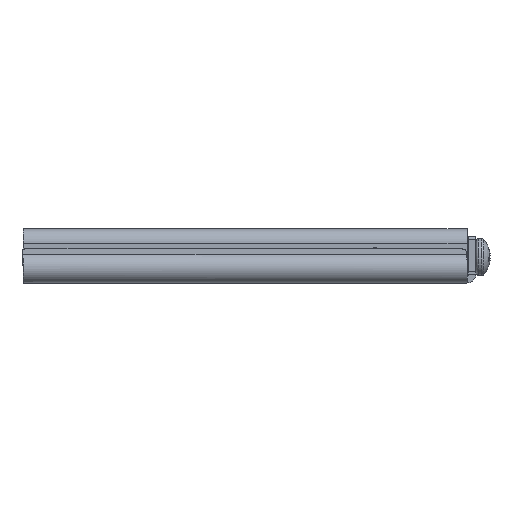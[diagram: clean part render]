
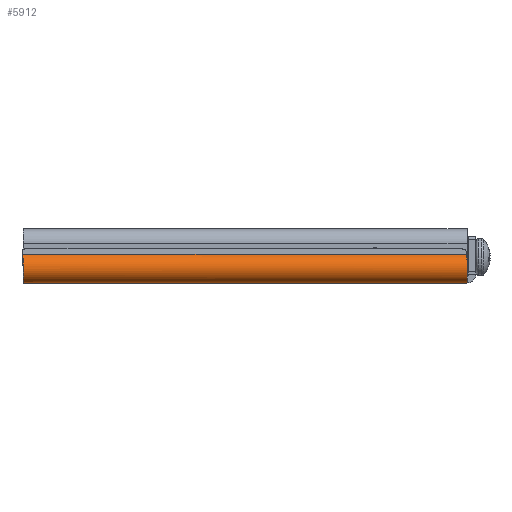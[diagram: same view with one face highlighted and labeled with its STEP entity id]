
A CAD part, left-side view. The second image highlights one B-rep face of the part: STEP entity #5912.
In plain terms, the highlighted cylindrical face has radius 4.064 mm (diameter 8.128 mm), a partial arc.
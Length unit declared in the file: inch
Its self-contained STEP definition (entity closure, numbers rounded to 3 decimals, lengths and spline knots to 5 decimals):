
#670=FACE_OUTER_BOUND('',#1021,.T.);
#1021=EDGE_LOOP('',(#5200,#5201,#5202,#5203));
#1417=B_SPLINE_CURVE_WITH_KNOTS('',3,(#13910,#13911,#13912,#13913,#13914,
#13915,#13916,#13917,#13918,#13919,#13920,#13921,#13922),.UNSPECIFIED.,
 .F.,.F.,(4,3,3,3,4),(0.,0.79786,1.59573,2.39359,
2.79253),.UNSPECIFIED.);
#1418=B_SPLINE_CURVE_WITH_KNOTS('',3,(#13925,#13926,#13927,#13928,#13929,
#13930,#13931,#13932,#13933,#13934,#13935,#13936,#13937),.UNSPECIFIED.,
 .F.,.F.,(4,3,3,3,4),(0.,0.39893,1.1968,1.99466,
2.79253),.UNSPECIFIED.);
#1792=LINE('',#13908,#2251);
#1793=LINE('',#13924,#2252);
#2251=VECTOR('',#7850,0.3937);
#2252=VECTOR('',#7851,0.3937);
#2831=VERTEX_POINT('',#13906);
#2832=VERTEX_POINT('',#13907);
#2833=VERTEX_POINT('',#13909);
#2834=VERTEX_POINT('',#13923);
#3642=EDGE_CURVE('',#2831,#2832,#1792,.T.);
#3643=EDGE_CURVE('',#2833,#2831,#1417,.T.);
#3644=EDGE_CURVE('',#2834,#2833,#1793,.T.);
#3645=EDGE_CURVE('',#2832,#2834,#1418,.T.);
#5200=ORIENTED_EDGE('',*,*,#3642,.F.);
#5201=ORIENTED_EDGE('',*,*,#3643,.F.);
#5202=ORIENTED_EDGE('',*,*,#3644,.F.);
#5203=ORIENTED_EDGE('',*,*,#3645,.F.);
#5633=CYLINDRICAL_SURFACE('',#6461,0.16);
#5912=ADVANCED_FACE('',(#670),#5633,.T.);
#6461=AXIS2_PLACEMENT_3D('',#13905,#7848,#7849);
#7848=DIRECTION('center_axis',(-0.05,0.999,0.));
#7849=DIRECTION('ref_axis',(0.,0.,-1.));
#7850=DIRECTION('',(0.05,-0.999,0.));
#7851=DIRECTION('',(-0.05,0.999,0.));
#13905=CARTESIAN_POINT('Origin',(-2.53355,0.,
0.16));
#13906=CARTESIAN_POINT('',(-2.70735,2.38026,0.31035));
#13907=CARTESIAN_POINT('',(-2.46985,-2.36974,0.31035));
#13908=CARTESIAN_POINT('',(-2.58831,-0.00067,0.31035));
#13909=CARTESIAN_POINT('',(-2.6523,2.375,0.));
#13910=CARTESIAN_POINT('Ctrl Pts',(-2.6523,2.375,0.));
#13911=CARTESIAN_POINT('Ctrl Pts',(-2.69484,2.37364,0.));
#13912=CARTESIAN_POINT('Ctrl Pts',(-2.73723,2.37228,0.01793));
#13913=CARTESIAN_POINT('Ctrl Pts',(-2.76687,2.37156,0.04835));
#13914=CARTESIAN_POINT('Ctrl Pts',(-2.79652,2.37084,0.07876));
#13915=CARTESIAN_POINT('Ctrl Pts',(-2.81341,2.37076,0.12166));
#13916=CARTESIAN_POINT('Ctrl Pts',(-2.8124,2.37157,0.16408));
#13917=CARTESIAN_POINT('Ctrl Pts',(-2.81139,2.37239,0.2065));
#13918=CARTESIAN_POINT('Ctrl Pts',(-2.79249,2.37409,0.24845));
#13919=CARTESIAN_POINT('Ctrl Pts',(-2.76142,2.37641,0.27739));
#13920=CARTESIAN_POINT('Ctrl Pts',(-2.74588,2.37757,0.29186));
#13921=CARTESIAN_POINT('Ctrl Pts',(-2.7273,2.37888,0.30307));
#13922=CARTESIAN_POINT('Ctrl Pts',(-2.70735,2.38026,0.31035));
#13923=CARTESIAN_POINT('',(-2.4148,-2.375,0.));
#13924=CARTESIAN_POINT('',(-2.46341,-1.40284,0.));
#13925=CARTESIAN_POINT('Ctrl Pts',(-2.46985,-2.36974,0.31035));
#13926=CARTESIAN_POINT('Ctrl Pts',(-2.4898,-2.37112,
0.30307));
#13927=CARTESIAN_POINT('Ctrl Pts',(-2.50838,-2.37243,
0.29186));
#13928=CARTESIAN_POINT('Ctrl Pts',(-2.52392,-2.37359,
0.27739));
#13929=CARTESIAN_POINT('Ctrl Pts',(-2.55499,-2.37591,
0.24845));
#13930=CARTESIAN_POINT('Ctrl Pts',(-2.57389,-2.37761,
0.2065));
#13931=CARTESIAN_POINT('Ctrl Pts',(-2.5749,-2.37843,
0.16408));
#13932=CARTESIAN_POINT('Ctrl Pts',(-2.57591,-2.37924,0.12166));
#13933=CARTESIAN_POINT('Ctrl Pts',(-2.55902,-2.37916,0.07876));
#13934=CARTESIAN_POINT('Ctrl Pts',(-2.52937,-2.37844,
0.04835));
#13935=CARTESIAN_POINT('Ctrl Pts',(-2.49973,-2.37772,
0.01793));
#13936=CARTESIAN_POINT('Ctrl Pts',(-2.45734,-2.37636,0.));
#13937=CARTESIAN_POINT('Ctrl Pts',(-2.4148,-2.375,0.));
